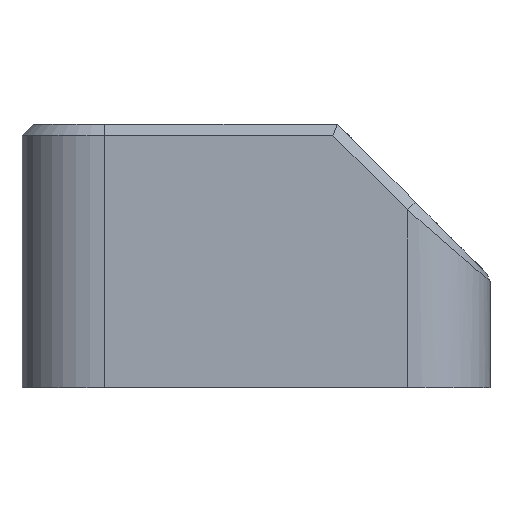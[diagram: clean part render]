
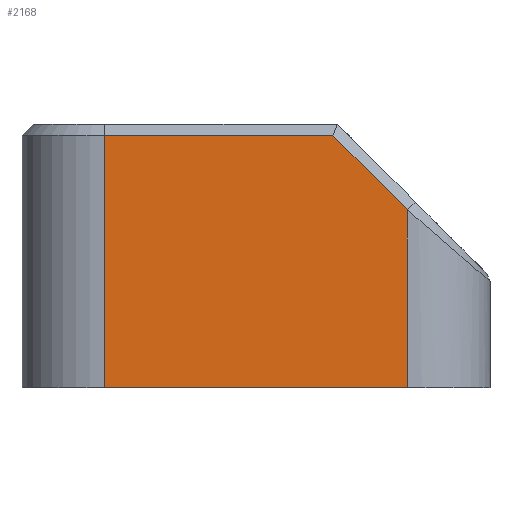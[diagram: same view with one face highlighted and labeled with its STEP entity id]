
A CAD part, left-side view. The second image highlights one B-rep face of the part: STEP entity #2168.
In plain terms, the highlighted planar face has unit normal (-1, 0, 0).
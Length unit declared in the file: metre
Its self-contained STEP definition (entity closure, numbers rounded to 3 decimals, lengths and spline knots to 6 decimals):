
#139=LINE('',#2844,#308);
#191=LINE('',#3265,#360);
#193=LINE('',#3268,#362);
#293=LINE('',#4315,#462);
#294=LINE('',#4317,#463);
#308=VECTOR('',#2364,1.);
#360=VECTOR('',#2466,1.);
#362=VECTOR('',#2470,1.);
#462=VECTOR('',#2790,1.);
#463=VECTOR('',#2793,1.);
#990=ORIENTED_EDGE('',*,*,#1165,.F.);
#991=ORIENTED_EDGE('',*,*,#1070,.T.);
#992=ORIENTED_EDGE('',*,*,#1167,.T.);
#993=ORIENTED_EDGE('',*,*,#1343,.T.);
#994=ORIENTED_EDGE('',*,*,#1342,.T.);
#1070=EDGE_CURVE('',#1365,#1363,#139,.T.);
#1165=EDGE_CURVE('',#1365,#1451,#191,.T.);
#1167=EDGE_CURVE('',#1363,#1453,#193,.T.);
#1342=EDGE_CURVE('',#1557,#1451,#293,.T.);
#1343=EDGE_CURVE('',#1453,#1557,#294,.T.);
#1363=VERTEX_POINT('',#2842);
#1365=VERTEX_POINT('',#2845);
#1451=VERTEX_POINT('',#3196);
#1453=VERTEX_POINT('',#3224);
#1557=VERTEX_POINT('',#4314);
#1784=EDGE_LOOP('',(#990,#991,#992,#993,#994));
#1969=FACE_BOUND('',#1784,.T.);
#2044=PLANE('',#2338);
#2168=ADVANCED_FACE('',(#1969),#2044,.T.);
#2338=AXIS2_PLACEMENT_3D('',#4318,#2794,#2795);
#2364=DIRECTION('',(0.,-1.,0.));
#2466=DIRECTION('',(0.,0.,1.));
#2470=DIRECTION('',(0.,0.,1.));
#2790=DIRECTION('',(0.,1.,0.));
#2793=DIRECTION('',(0.,0.707,0.707));
#2794=DIRECTION('',(-1.,0.,0.));
#2795=DIRECTION('',(0.,0.,1.));
#2842=CARTESIAN_POINT('',(-0.064,-0.037,0.0182));
#2844=CARTESIAN_POINT('',(-0.064,0.,0.0182));
#2845=CARTESIAN_POINT('',(-0.064,0.018,0.0182));
#3196=CARTESIAN_POINT('',(-0.064,0.018,0.06405));
#3224=CARTESIAN_POINT('',(-0.064,-0.037,0.050505));
#3265=CARTESIAN_POINT('',(-0.064,0.018,-0.05195));
#3268=CARTESIAN_POINT('',(-0.064,-0.037,-0.05195));
#4314=CARTESIAN_POINT('',(-0.064,-0.023455,0.06405));
#4315=CARTESIAN_POINT('',(-0.064,0.,0.06405));
#4317=CARTESIAN_POINT('',(-0.064,-0.050727,0.036779));
#4318=CARTESIAN_POINT('',(-0.064,0.,-0.013948));
